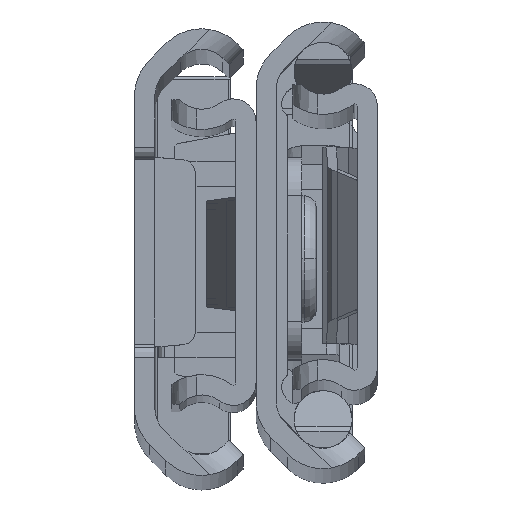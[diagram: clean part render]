
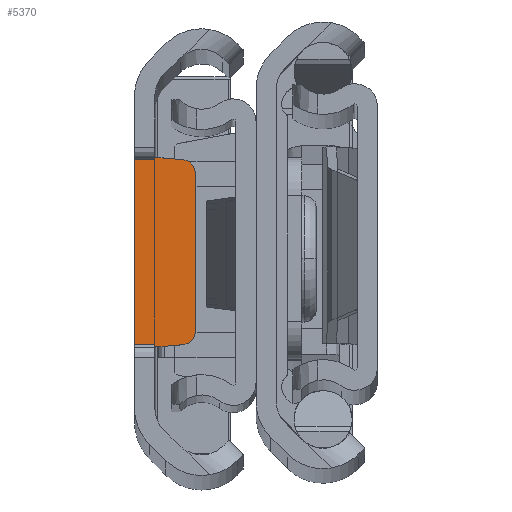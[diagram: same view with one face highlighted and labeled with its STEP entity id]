
A CAD part, top view. The second image highlights one B-rep face of the part: STEP entity #5370.
In plain terms, the highlighted planar face has unit normal (0, 0, 1).
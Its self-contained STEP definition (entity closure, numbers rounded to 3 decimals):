
#386 = CARTESIAN_POINT ( 'NONE',  ( 1.6, 7.5, -3.9 ) ) ;
#997 = VERTEX_POINT ( 'NONE', #5893 ) ;
#1259 = DIRECTION ( 'NONE',  ( -0.996, 0.084, 0. ) ) ;
#1308 = VECTOR ( 'NONE', #2213, 1000. ) ;
#2213 = DIRECTION ( 'NONE',  ( -1., 0., 0. ) ) ;
#2303 = CARTESIAN_POINT ( 'NONE',  ( 4.8, 6.311, -3.9 ) ) ;
#2545 = VERTEX_POINT ( 'NONE', #2303 ) ;
#2704 = DIRECTION ( 'NONE',  ( 0., 0., 1. ) ) ;
#2712 = CARTESIAN_POINT ( 'NONE',  ( 1.6, -7.5, -3.9 ) ) ;
#3963 = DIRECTION ( 'NONE',  ( 0., 1., 0. ) ) ;
#4147 = DIRECTION ( 'NONE',  ( 0., -1., 0. ) ) ;
#4441 = VERTEX_POINT ( 'NONE', #15795 ) ;
#4442 = DIRECTION ( 'NONE',  ( 0.996, 0.084, 0. ) ) ;
#4591 = CARTESIAN_POINT ( 'NONE',  ( 1.6, 7.5, -3.9 ) ) ;
#5354 = CARTESIAN_POINT ( 'NONE',  ( 8.601, -7.5, -3.9 ) ) ;
#5370 = ADVANCED_FACE ( 'NONE', ( #11549 ), #17703, .T. ) ;
#5509 = ORIENTED_EDGE ( 'NONE', *, *, #11465, .T. ) ;
#5516 = VECTOR ( 'NONE', #1259, 1000. ) ;
#5521 = VERTEX_POINT ( 'NONE', #16965 ) ;
#5731 = CARTESIAN_POINT ( 'NONE',  ( 3.8, -6.311, -3.9 ) ) ;
#5893 = CARTESIAN_POINT ( 'NONE',  ( 3.884, 7.307, -3.9 ) ) ;
#5914 = CARTESIAN_POINT ( 'NONE',  ( 3.8, 6.311, -3.9 ) ) ;
#6329 = EDGE_CURVE ( 'NONE', #15160, #4441, #7454, .T. ) ;
#6600 = EDGE_CURVE ( 'NONE', #2545, #997, #7515, .T. ) ;
#7100 = ORIENTED_EDGE ( 'NONE', *, *, #6600, .T. ) ;
#7454 = CIRCLE ( 'NONE', #13788, 1. ) ;
#7515 = CIRCLE ( 'NONE', #18141, 1. ) ;
#8275 = LINE ( 'NONE', #17865, #19733 ) ;
#8487 = CARTESIAN_POINT ( 'NONE',  ( 0., -7.5, -3.9 ) ) ;
#8885 = CARTESIAN_POINT ( 'NONE',  ( 4.8, 7.23, -3.9 ) ) ;
#8975 = DIRECTION ( 'NONE',  ( 0., -1., 0. ) ) ;
#9028 = EDGE_CURVE ( 'NONE', #18928, #15160, #9045, .T. ) ;
#9045 = LINE ( 'NONE', #18730, #19103 ) ;
#9289 = VERTEX_POINT ( 'NONE', #8487 ) ;
#9361 = ORIENTED_EDGE ( 'NONE', *, *, #9028, .T. ) ;
#9857 = DIRECTION ( 'NONE',  ( -1., 0., 0. ) ) ;
#10133 = LINE ( 'NONE', #8885, #12386 ) ;
#10191 = DIRECTION ( 'NONE',  ( 0., -1., 0. ) ) ;
#10206 = ORIENTED_EDGE ( 'NONE', *, *, #18553, .T. ) ;
#10774 = LINE ( 'NONE', #4591, #5516 ) ;
#11465 = EDGE_CURVE ( 'NONE', #997, #13208, #10774, .T. ) ;
#11549 = FACE_OUTER_BOUND ( 'NONE', #11874, .T. ) ;
#11742 = AXIS2_PLACEMENT_3D ( 'NONE', #14992, #16243, #10191 ) ;
#11874 = EDGE_LOOP ( 'NONE', ( #9361, #18922, #10206, #7100, #5509, #12476, #13048, #20549 ) ) ;
#12386 = VECTOR ( 'NONE', #3963, 1000. ) ;
#12476 = ORIENTED_EDGE ( 'NONE', *, *, #20033, .T. ) ;
#13048 = ORIENTED_EDGE ( 'NONE', *, *, #14821, .F. ) ;
#13208 = VERTEX_POINT ( 'NONE', #386 ) ;
#13289 = LINE ( 'NONE', #5354, #1308 ) ;
#13402 = CARTESIAN_POINT ( 'NONE',  ( 0., 7.5, -3.9 ) ) ;
#13649 = DIRECTION ( 'NONE',  ( 0., 0., 1. ) ) ;
#13788 = AXIS2_PLACEMENT_3D ( 'NONE', #5731, #2704, #8975 ) ;
#14756 = EDGE_CURVE ( 'NONE', #18928, #9289, #13289, .T. ) ;
#14821 = EDGE_CURVE ( 'NONE', #9289, #5521, #15178, .T. ) ;
#14992 = CARTESIAN_POINT ( 'NONE',  ( 8.601, 7.5, -3.9 ) ) ;
#15160 = VERTEX_POINT ( 'NONE', #19446 ) ;
#15178 = LINE ( 'NONE', #13402, #18628 ) ;
#15795 = CARTESIAN_POINT ( 'NONE',  ( 4.8, -6.311, -3.9 ) ) ;
#16243 = DIRECTION ( 'NONE',  ( 0., 0., 1. ) ) ;
#16965 = CARTESIAN_POINT ( 'NONE',  ( 0., 7.5, -3.9 ) ) ;
#17703 = PLANE ( 'NONE',  #11742 ) ;
#17865 = CARTESIAN_POINT ( 'NONE',  ( 8.601, 7.5, -3.9 ) ) ;
#18141 = AXIS2_PLACEMENT_3D ( 'NONE', #5914, #13649, #4147 ) ;
#18399 = DIRECTION ( 'NONE',  ( 0., 1., 0. ) ) ;
#18553 = EDGE_CURVE ( 'NONE', #4441, #2545, #10133, .T. ) ;
#18628 = VECTOR ( 'NONE', #18399, 1000. ) ;
#18730 = CARTESIAN_POINT ( 'NONE',  ( 4.8, -7.23, -3.9 ) ) ;
#18922 = ORIENTED_EDGE ( 'NONE', *, *, #6329, .T. ) ;
#18928 = VERTEX_POINT ( 'NONE', #2712 ) ;
#19103 = VECTOR ( 'NONE', #4442, 1000. ) ;
#19446 = CARTESIAN_POINT ( 'NONE',  ( 3.884, -7.307, -3.9 ) ) ;
#19733 = VECTOR ( 'NONE', #9857, 1000. ) ;
#20033 = EDGE_CURVE ( 'NONE', #13208, #5521, #8275, .T. ) ;
#20549 = ORIENTED_EDGE ( 'NONE', *, *, #14756, .F. ) ;
